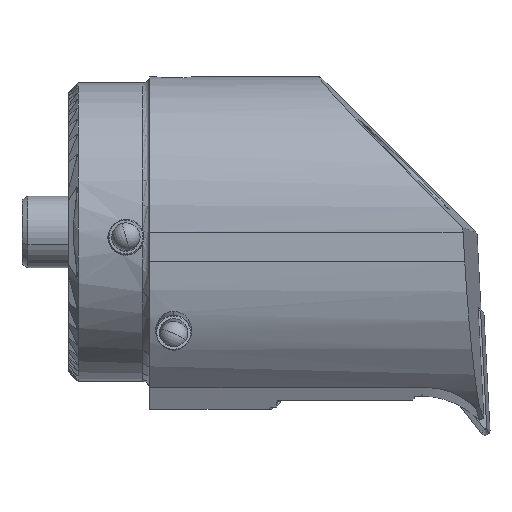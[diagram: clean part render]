
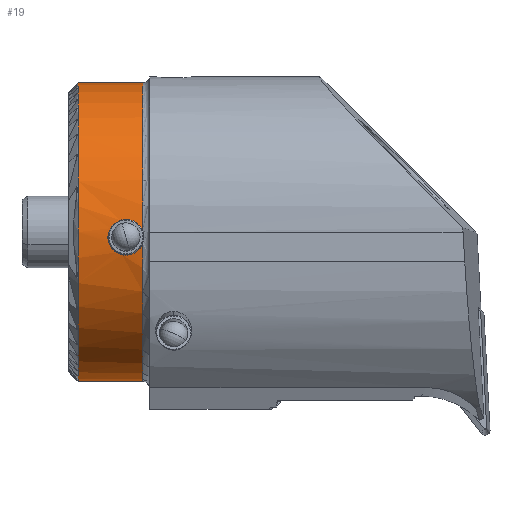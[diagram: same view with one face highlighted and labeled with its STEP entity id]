
A CAD part, front view. The second image highlights one B-rep face of the part: STEP entity #19.
In plain terms, the highlighted cylindrical face has radius 12.5 mm (diameter 25 mm), a partial arc.
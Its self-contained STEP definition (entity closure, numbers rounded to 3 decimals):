
#19 = ADVANCED_FACE ( 'NONE', ( #14760 ), #11070, .T. ) ;
#454 = ORIENTED_EDGE ( 'NONE', *, *, #11016, .F. ) ;
#457 = CARTESIAN_POINT ( 'NONE',  ( 4.107, -12.458, 1.027 ) ) ;
#513 = CARTESIAN_POINT ( 'NONE',  ( 3.19, -12.497, 0.32 ) ) ;
#1182 = CARTESIAN_POINT ( 'NONE',  ( 5.846, -12.451, -1.115 ) ) ;
#1248 = VERTEX_POINT ( 'NONE', #10612 ) ;
#1453 = VERTEX_POINT ( 'NONE', #10884 ) ;
#1547 = CARTESIAN_POINT ( 'NONE',  ( 4.112, -12.357, -1.885 ) ) ;
#1604 = CARTESIAN_POINT ( 'NONE',  ( 4.304, -12.454, 1.066 ) ) ;
#1632 = LINE ( 'NONE', #10064, #7840 ) ;
#1669 = CARTESIAN_POINT ( 'NONE',  ( 5.9, 0., -12.5 ) ) ;
#1707 = CARTESIAN_POINT ( 'NONE',  ( 4.304, -12.351, -1.923 ) ) ;
#2796 = CARTESIAN_POINT ( 'NONE',  ( 3.585, -12.477, 0.757 ) ) ;
#2966 = CARTESIAN_POINT ( 'NONE',  ( 3.3, -12.491, 0.486 ) ) ;
#3048 = EDGE_CURVE ( 'NONE', #9172, #4938, #10065, .T. ) ;
#3391 = AXIS2_PLACEMENT_3D ( 'NONE', #5134, #12632, #12485 ) ;
#3551 = CARTESIAN_POINT ( 'NONE',  ( 5.9, -12.462, -0.974 ) ) ;
#3804 = EDGE_CURVE ( 'NONE', #6753, #13847, #1632, .T. ) ;
#3955 = CARTESIAN_POINT ( 'NONE',  ( 3.744, -12.378, -1.744 ) ) ;
#4007 = CARTESIAN_POINT ( 'NONE',  ( 3.01, -12.498, -0.239 ) ) ;
#4488 = ORIENTED_EDGE ( 'NONE', *, *, #13989, .T. ) ;
#4938 = VERTEX_POINT ( 'NONE', #11320 ) ;
#4962 = ORIENTED_EDGE ( 'NONE', *, *, #3804, .F. ) ;
#5134 = CARTESIAN_POINT ( 'NONE',  ( 0.5, 0., 0. ) ) ;
#5221 = CARTESIAN_POINT ( 'NONE',  ( 3.048, -12.473, -0.825 ) ) ;
#5271 = DIRECTION ( 'NONE',  ( -1., 0., 0. ) ) ;
#5277 = CARTESIAN_POINT ( 'NONE',  ( 4.5, -12.35, -1.932 ) ) ;
#5553 = CARTESIAN_POINT ( 'NONE',  ( 4.8, -12.454, 1.066 ) ) ;
#5605 = CARTESIAN_POINT ( 'NONE',  ( 5.102, -12.463, 0.972 ) ) ;
#5644 = DIRECTION ( 'NONE',  ( 0., 0., 1. ) ) ;
#6017 = CARTESIAN_POINT ( 'NONE',  ( 4.5, -12.35, -1.932 ) ) ;
#6421 = DIRECTION ( 'NONE',  ( -1., 0., 0. ) ) ;
#6506 = VERTEX_POINT ( 'NONE', #13246 ) ;
#6554 = EDGE_LOOP ( 'NONE', ( #4962, #12815, #11961, #454, #7844, #15483, #4488, #10166 ) ) ;
#6603 = CARTESIAN_POINT ( 'NONE',  ( 3.301, -12.427, -1.357 ) ) ;
#6658 = CARTESIAN_POINT ( 'NONE',  ( 3.01, -12.484, -0.632 ) ) ;
#6753 = VERTEX_POINT ( 'NONE', #1669 ) ;
#7248 = VERTEX_POINT ( 'NONE', #11658 ) ;
#7263 = CARTESIAN_POINT ( 'NONE',  ( 5.472, -12.399, -1.586 ) ) ;
#7835 = CARTESIAN_POINT ( 'NONE',  ( 3.578, -12.394, -1.632 ) ) ;
#7840 = VECTOR ( 'NONE', #6421, 1000. ) ;
#7844 = ORIENTED_EDGE ( 'NONE', *, *, #3048, .F. ) ;
#8004 = CARTESIAN_POINT ( 'NONE',  ( 5.9, -12.5, 0.102 ) ) ;
#8034 = AXIS2_PLACEMENT_3D ( 'NONE', #11616, #12831, #9186 ) ;
#8043 = CARTESIAN_POINT ( 'NONE',  ( 4.5, -12.454, 1.066 ) ) ;
#8113 = LINE ( 'NONE', #9068, #14286 ) ;
#8153 = CIRCLE ( 'NONE', #3391, 12.5 ) ;
#8195 = EDGE_CURVE ( 'NONE', #6753, #7248, #12162, .T. ) ;
#8547 = CARTESIAN_POINT ( 'NONE',  ( 5.584, -12.412, -1.482 ) ) ;
#8598 = CARTESIAN_POINT ( 'NONE',  ( 0.5, 0., -12.5 ) ) ;
#8861 = CARTESIAN_POINT ( 'NONE',  ( 5.845, -12.498, 0.244 ) ) ;
#8966 = CARTESIAN_POINT ( 'NONE',  ( 3.077, -12.466, -0.92 ) ) ;
#9013 = CARTESIAN_POINT ( 'NONE',  ( 4.5, -12.454, 1.066 ) ) ;
#9068 = CARTESIAN_POINT ( 'NONE',  ( -15.729, 0., 12.5 ) ) ;
#9172 = VERTEX_POINT ( 'NONE', #8004 ) ;
#9186 = DIRECTION ( 'NONE',  ( 0., 0., 1. ) ) ;
#10064 = CARTESIAN_POINT ( 'NONE',  ( -15.729, 0., -12.5 ) ) ;
#10065 = B_SPLINE_CURVE_WITH_KNOTS ( 'NONE', 3,
 ( #15025, #8861, #15142, #15303, #15458, #5605, #5553, #8043 ),
 .UNSPECIFIED., .F., .F.,
 ( 4, 2, 2, 4 ),
 ( 0., 0., 0.001, 0.002 ),
 .UNSPECIFIED. ) ;
#10166 = ORIENTED_EDGE ( 'NONE', *, *, #12611, .F. ) ;
#10199 = CARTESIAN_POINT ( 'NONE',  ( 4.401, -12.35, -1.932 ) ) ;
#10272 = DIRECTION ( 'NONE',  ( -1., 0., 0. ) ) ;
#10612 = CARTESIAN_POINT ( 'NONE',  ( 4.5, -12.35, -1.932 ) ) ;
#10884 = CARTESIAN_POINT ( 'NONE',  ( 5.9, 0., 12.5 ) ) ;
#11016 = EDGE_CURVE ( 'NONE', #4938, #1248, #15566, .T. ) ;
#11070 = CYLINDRICAL_SURFACE ( 'NONE', #8034, 12.5 ) ;
#11320 = CARTESIAN_POINT ( 'NONE',  ( 4.5, -12.454, 1.066 ) ) ;
#11386 = CARTESIAN_POINT ( 'NONE',  ( 3.747, -12.47, 0.866 ) ) ;
#11498 = CARTESIAN_POINT ( 'NONE',  ( 3.835, -12.467, 0.914 ) ) ;
#11616 = CARTESIAN_POINT ( 'NONE',  ( -15.729, 0., 0. ) ) ;
#11658 = CARTESIAN_POINT ( 'NONE',  ( 5.9, -12.462, -0.974 ) ) ;
#11685 = DIRECTION ( 'NONE',  ( -1., 0., 0. ) ) ;
#11833 = AXIS2_PLACEMENT_3D ( 'NONE', #15096, #10272, #12786 ) ;
#11961 = ORIENTED_EDGE ( 'NONE', *, *, #13801, .F. ) ;
#12162 = CIRCLE ( 'NONE', #11833, 12.5 ) ;
#12246 = B_SPLINE_CURVE_WITH_KNOTS ( 'NONE', 3,
 ( #6017, #15857, #14648, #7263, #8547, #14765, #1182, #3551 ),
 .UNSPECIFIED., .F., .F.,
 ( 4, 2, 2, 4 ),
 ( 0.006, 0.007, 0.008, 0.008 ),
 .UNSPECIFIED. ) ;
#12485 = DIRECTION ( 'NONE',  ( 0., 0., 1. ) ) ;
#12611 = EDGE_CURVE ( 'NONE', #13847, #6506, #8153, .T. ) ;
#12613 = CARTESIAN_POINT ( 'NONE',  ( 3., -12.496, -0.339 ) ) ;
#12632 = DIRECTION ( 'NONE',  ( -1., 0., 0. ) ) ;
#12661 = CARTESIAN_POINT ( 'NONE',  ( 4.016, -12.362, -1.856 ) ) ;
#12712 = CARTESIAN_POINT ( 'NONE',  ( 3., -12.489, -0.535 ) ) ;
#12786 = DIRECTION ( 'NONE',  ( 0., 0., 1. ) ) ;
#12815 = ORIENTED_EDGE ( 'NONE', *, *, #8195, .T. ) ;
#12831 = DIRECTION ( 'NONE',  ( -1., 0., 0. ) ) ;
#13037 = AXIS2_PLACEMENT_3D ( 'NONE', #13134, #11685, #5644 ) ;
#13134 = CARTESIAN_POINT ( 'NONE',  ( 5.9, 0., 0. ) ) ;
#13246 = CARTESIAN_POINT ( 'NONE',  ( 0.5, 0., 12.5 ) ) ;
#13801 = EDGE_CURVE ( 'NONE', #1248, #7248, #12246, .T. ) ;
#13847 = VERTEX_POINT ( 'NONE', #8598 ) ;
#13989 = EDGE_CURVE ( 'NONE', #1453, #6506, #8113, .T. ) ;
#14024 = CARTESIAN_POINT ( 'NONE',  ( 3.076, -12.5, 0.046 ) ) ;
#14081 = CARTESIAN_POINT ( 'NONE',  ( 3.509, -12.481, 0.695 ) ) ;
#14286 = VECTOR ( 'NONE', #5271, 1000. ) ;
#14648 = CARTESIAN_POINT ( 'NONE',  ( 5.102, -12.365, -1.839 ) ) ;
#14656 = EDGE_CURVE ( 'NONE', #9172, #1453, #14867, .T. ) ;
#14760 = FACE_OUTER_BOUND ( 'NONE', #6554, .T. ) ;
#14765 = CARTESIAN_POINT ( 'NONE',  ( 5.769, -12.438, -1.248 ) ) ;
#14867 = CIRCLE ( 'NONE', #13037, 12.5 ) ;
#15025 = CARTESIAN_POINT ( 'NONE',  ( 5.9, -12.5, 0.102 ) ) ;
#15096 = CARTESIAN_POINT ( 'NONE',  ( 5.9, 0., 0. ) ) ;
#15142 = CARTESIAN_POINT ( 'NONE',  ( 5.771, -12.495, 0.375 ) ) ;
#15300 = CARTESIAN_POINT ( 'NONE',  ( 3.189, -12.444, -1.19 ) ) ;
#15303 = CARTESIAN_POINT ( 'NONE',  ( 5.584, -12.486, 0.612 ) ) ;
#15351 = CARTESIAN_POINT ( 'NONE',  ( 3.048, -12.5, -0.047 ) ) ;
#15458 = CARTESIAN_POINT ( 'NONE',  ( 5.474, -12.48, 0.716 ) ) ;
#15483 = ORIENTED_EDGE ( 'NONE', *, *, #14656, .T. ) ;
#15566 = B_SPLINE_CURVE_WITH_KNOTS ( 'NONE', 3,
 ( #9013, #1604, #457, #11498, #11386, #2796, #14081, #2966, #513, #14024, #15351, #4007, #12613, #12712, #6658, #5221, #8966, #15300, #6603, #7835, #3955, #12661, #1547, #1707, #10199, #5277 ),
 .UNSPECIFIED., .F., .F.,
 ( 4, 2, 2, 2, 2, 2, 2, 2, 2, 2, 2, 2, 4 ),
 ( 0.002, 0.002, 0.003, 0.003, 0.004, 0.004, 0.004, 0.004, 0.005, 0.005, 0.006, 0.006, 0.006 ),
 .UNSPECIFIED. ) ;
#15857 = CARTESIAN_POINT ( 'NONE',  ( 4.802, -12.35, -1.932 ) ) ;
